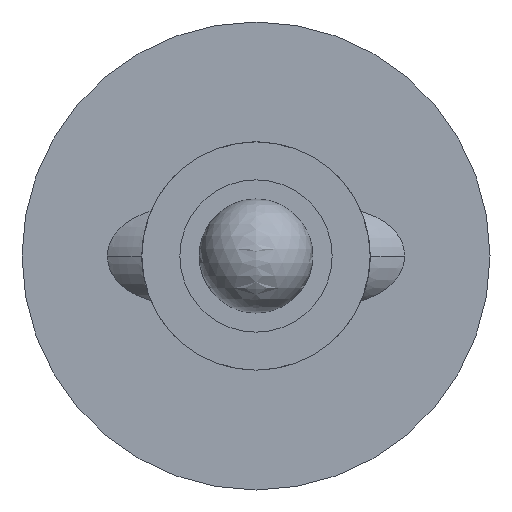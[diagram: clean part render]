
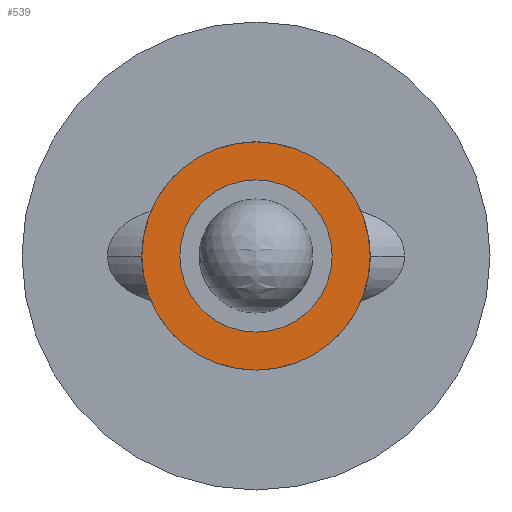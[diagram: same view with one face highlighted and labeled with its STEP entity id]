
A CAD part, left-side view. The second image highlights one B-rep face of the part: STEP entity #539.
In plain terms, the highlighted planar face has unit normal (-1, 0, 0).
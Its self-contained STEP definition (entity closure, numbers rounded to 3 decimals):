
#469 = CONICAL_SURFACE('',#470,400.,0.278);
#470 = AXIS2_PLACEMENT_3D('',#471,#472,#473);
#471 = CARTESIAN_POINT('',(325.,0.,0.));
#472 = DIRECTION('',(-1.,-0.,0.));
#473 = DIRECTION('',(0.,0.,-1.));
#488 = EDGE_CURVE('',#489,#489,#491,.T.);
#489 = VERTEX_POINT('',#490);
#490 = CARTESIAN_POINT('',(650.,0.,-307.143));
#491 = SURFACE_CURVE('',#492,(#497,#504),.PCURVE_S1.);
#492 = CIRCLE('',#493,307.143);
#493 = AXIS2_PLACEMENT_3D('',#494,#495,#496);
#494 = CARTESIAN_POINT('',(650.,0.,0.));
#495 = DIRECTION('',(1.,0.,0.));
#496 = DIRECTION('',(0.,0.,-1.));
#497 = PCURVE('',#469,#498);
#498 = DEFINITIONAL_REPRESENTATION('',(#499),#503);
#499 = LINE('',#500,#501);
#500 = CARTESIAN_POINT('',(-0.,-325.));
#501 = VECTOR('',#502,1.);
#502 = DIRECTION('',(-1.,-0.));
#503 = ( GEOMETRIC_REPRESENTATION_CONTEXT(2) 
PARAMETRIC_REPRESENTATION_CONTEXT() REPRESENTATION_CONTEXT('2D SPACE',''
  ) );
#504 = PCURVE('',#505,#510);
#505 = PLANE('',#506);
#506 = AXIS2_PLACEMENT_3D('',#507,#508,#509);
#507 = CARTESIAN_POINT('',(650.,0.,0.));
#508 = DIRECTION('',(1.,0.,0.));
#509 = DIRECTION('',(0.,0.,-1.));
#510 = DEFINITIONAL_REPRESENTATION('',(#511),#515);
#511 = CIRCLE('',#512,307.143);
#512 = AXIS2_PLACEMENT_2D('',#513,#514);
#513 = CARTESIAN_POINT('',(0.,0.));
#514 = DIRECTION('',(1.,0.));
#515 = ( GEOMETRIC_REPRESENTATION_CONTEXT(2) 
PARAMETRIC_REPRESENTATION_CONTEXT() REPRESENTATION_CONTEXT('2D SPACE',''
  ) );
#539 = ADVANCED_FACE('',(#540,#571),#505,.F.);
#540 = FACE_BOUND('',#541,.F.);
#541 = EDGE_LOOP('',(#542));
#542 = ORIENTED_EDGE('',*,*,#543,.T.);
#543 = EDGE_CURVE('',#544,#544,#546,.T.);
#544 = VERTEX_POINT('',#545);
#545 = CARTESIAN_POINT('',(650.,0.,-600.));
#546 = SURFACE_CURVE('',#547,(#552,#559),.PCURVE_S1.);
#547 = CIRCLE('',#548,600.);
#548 = AXIS2_PLACEMENT_3D('',#549,#550,#551);
#549 = CARTESIAN_POINT('',(650.,0.,0.));
#550 = DIRECTION('',(1.,0.,0.));
#551 = DIRECTION('',(0.,0.,-1.));
#552 = PCURVE('',#505,#553);
#553 = DEFINITIONAL_REPRESENTATION('',(#554),#558);
#554 = CIRCLE('',#555,600.);
#555 = AXIS2_PLACEMENT_2D('',#556,#557);
#556 = CARTESIAN_POINT('',(0.,0.));
#557 = DIRECTION('',(1.,0.));
#558 = ( GEOMETRIC_REPRESENTATION_CONTEXT(2) 
PARAMETRIC_REPRESENTATION_CONTEXT() REPRESENTATION_CONTEXT('2D SPACE',''
  ) );
#559 = PCURVE('',#560,#565);
#560 = CYLINDRICAL_SURFACE('',#561,600.);
#561 = AXIS2_PLACEMENT_3D('',#562,#563,#564);
#562 = CARTESIAN_POINT('',(650.,0.,0.));
#563 = DIRECTION('',(1.,0.,0.));
#564 = DIRECTION('',(0.,0.,-1.));
#565 = DEFINITIONAL_REPRESENTATION('',(#566),#570);
#566 = LINE('',#567,#568);
#567 = CARTESIAN_POINT('',(0.,0.));
#568 = VECTOR('',#569,1.);
#569 = DIRECTION('',(1.,0.));
#570 = ( GEOMETRIC_REPRESENTATION_CONTEXT(2) 
PARAMETRIC_REPRESENTATION_CONTEXT() REPRESENTATION_CONTEXT('2D SPACE',''
  ) );
#571 = FACE_BOUND('',#572,.F.);
#572 = EDGE_LOOP('',(#573));
#573 = ORIENTED_EDGE('',*,*,#488,.F.);
